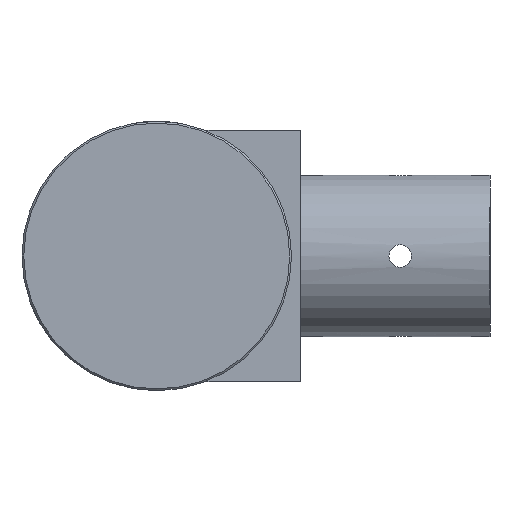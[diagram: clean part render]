
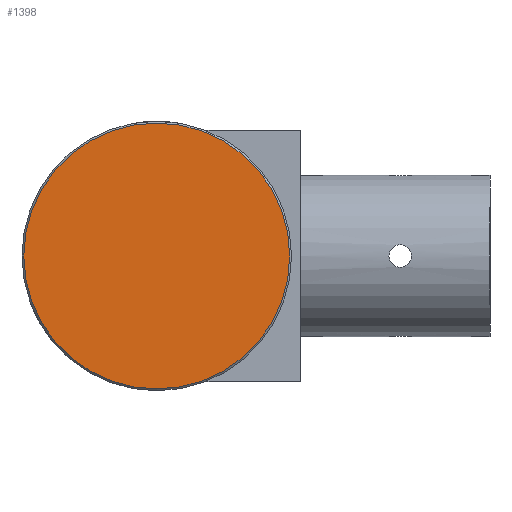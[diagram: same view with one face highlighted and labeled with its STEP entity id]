
A CAD part, left-side view. The second image highlights one B-rep face of the part: STEP entity #1398.
In plain terms, the highlighted planar face has unit normal (-1, 0, 0).
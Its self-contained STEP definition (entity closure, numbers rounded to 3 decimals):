
#466 = EDGE_CURVE ( 'NONE', #2482, #1849, #1105, .T. ) ;
#524 = DIRECTION ( 'NONE',  ( 1., 0., 0. ) ) ;
#647 = EDGE_CURVE ( 'NONE', #1849, #2482, #950, .T. ) ;
#950 = CIRCLE ( 'NONE', #2405, 14.8 ) ;
#956 = CARTESIAN_POINT ( 'NONE',  ( -66.4, 0., 0. ) ) ;
#1105 = CIRCLE ( 'NONE', #2139, 14.8 ) ;
#1293 = FACE_OUTER_BOUND ( 'NONE', #1594, .T. ) ;
#1303 = CARTESIAN_POINT ( 'NONE',  ( -66.4, -14.8, 0. ) ) ;
#1353 = DIRECTION ( 'NONE',  ( 0., 1., 0. ) ) ;
#1384 = PLANE ( 'NONE',  #2155 ) ;
#1398 = ADVANCED_FACE ( 'NONE', ( #1293 ), #1384, .F. ) ;
#1420 = DIRECTION ( 'NONE',  ( -1., 0., 0. ) ) ;
#1594 = EDGE_LOOP ( 'NONE', ( #2147, #2201 ) ) ;
#1602 = CARTESIAN_POINT ( 'NONE',  ( -66.4, -14.978, 14.978 ) ) ;
#1849 = VERTEX_POINT ( 'NONE', #2400 ) ;
#2139 = AXIS2_PLACEMENT_3D ( 'NONE', #956, #2192, #1353 ) ;
#2147 = ORIENTED_EDGE ( 'NONE', *, *, #647, .T. ) ;
#2155 = AXIS2_PLACEMENT_3D ( 'NONE', #1602, #524, #2370 ) ;
#2192 = DIRECTION ( 'NONE',  ( -1., 0., 0. ) ) ;
#2201 = ORIENTED_EDGE ( 'NONE', *, *, #466, .T. ) ;
#2370 = DIRECTION ( 'NONE',  ( 0., 0., -1. ) ) ;
#2400 = CARTESIAN_POINT ( 'NONE',  ( -66.4, 14.8, 0. ) ) ;
#2405 = AXIS2_PLACEMENT_3D ( 'NONE', #2461, #1420, #2439 ) ;
#2439 = DIRECTION ( 'NONE',  ( 0., 1., 0. ) ) ;
#2461 = CARTESIAN_POINT ( 'NONE',  ( -66.4, 0., 0. ) ) ;
#2482 = VERTEX_POINT ( 'NONE', #1303 ) ;
